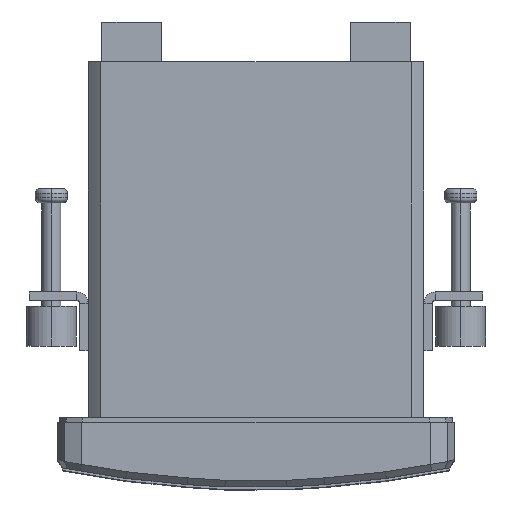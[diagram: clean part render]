
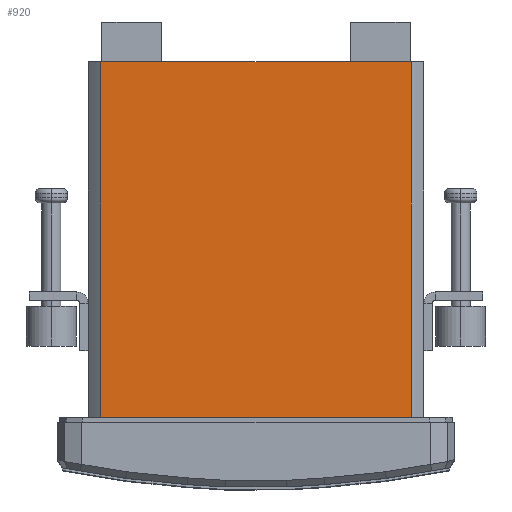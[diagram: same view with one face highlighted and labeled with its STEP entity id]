
A CAD part, top view. The second image highlights one B-rep face of the part: STEP entity #920.
In plain terms, the highlighted planar face has unit normal (0, 0, 1).
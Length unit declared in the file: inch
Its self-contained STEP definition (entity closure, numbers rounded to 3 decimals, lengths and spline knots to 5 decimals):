
#120 = ORIENTED_EDGE ( 'NONE', *, *, #12742, .T. ) ;
#245 = VECTOR ( 'NONE', #10484, 39.37008 ) ;
#847 = CARTESIAN_POINT ( 'NONE',  ( -1.23055, 2.85433, 1.32874 ) ) ;
#920 = ADVANCED_FACE ( 'NONE', ( #13073 ), #7799, .T. ) ;
#1209 = CARTESIAN_POINT ( 'NONE',  ( 1.23055, 2.85433, 1.32874 ) ) ;
#1250 = DIRECTION ( 'NONE',  ( 0., 1., 0. ) ) ;
#1524 = LINE ( 'NONE', #10498, #13166 ) ;
#1642 = VECTOR ( 'NONE', #3759, 39.37008 ) ;
#1776 = EDGE_CURVE ( 'NONE', #3560, #3753, #3593, .T. ) ;
#2588 = DIRECTION ( 'NONE',  ( -1., 0., 0. ) ) ;
#3560 = VERTEX_POINT ( 'NONE', #847 ) ;
#3593 = LINE ( 'NONE', #13986, #1642 ) ;
#3753 = VERTEX_POINT ( 'NONE', #12452 ) ;
#3759 = DIRECTION ( 'NONE',  ( 0., -1., 0. ) ) ;
#4168 = VERTEX_POINT ( 'NONE', #5350 ) ;
#5178 = EDGE_LOOP ( 'NONE', ( #12914, #7079, #10144, #120 ) ) ;
#5350 = CARTESIAN_POINT ( 'NONE',  ( 1.23055, 0.03937, 1.32874 ) ) ;
#6679 = EDGE_CURVE ( 'NONE', #4168, #10856, #9104, .T. ) ;
#7079 = ORIENTED_EDGE ( 'NONE', *, *, #11094, .T. ) ;
#7150 = VECTOR ( 'NONE', #1250, 39.37008 ) ;
#7294 = LINE ( 'NONE', #8274, #245 ) ;
#7799 = PLANE ( 'NONE',  #11538 ) ;
#7849 = DIRECTION ( 'NONE',  ( 1., 0., 0. ) ) ;
#8274 = CARTESIAN_POINT ( 'NONE',  ( -1.23055, 0.03937, 1.32874 ) ) ;
#8811 = CARTESIAN_POINT ( 'NONE',  ( -1.23055, 2.85433, 1.32874 ) ) ;
#9104 = LINE ( 'NONE', #1209, #7150 ) ;
#10144 = ORIENTED_EDGE ( 'NONE', *, *, #1776, .T. ) ;
#10484 = DIRECTION ( 'NONE',  ( 1., 0., 0. ) ) ;
#10498 = CARTESIAN_POINT ( 'NONE',  ( -1.23055, 2.85433, 1.32874 ) ) ;
#10856 = VERTEX_POINT ( 'NONE', #12171 ) ;
#11094 = EDGE_CURVE ( 'NONE', #10856, #3560, #1524, .T. ) ;
#11261 = DIRECTION ( 'NONE',  ( 0., 0., 1. ) ) ;
#11538 = AXIS2_PLACEMENT_3D ( 'NONE', #8811, #11261, #7849 ) ;
#12171 = CARTESIAN_POINT ( 'NONE',  ( 1.23055, 2.85433, 1.32874 ) ) ;
#12452 = CARTESIAN_POINT ( 'NONE',  ( -1.23055, 0.03937, 1.32874 ) ) ;
#12742 = EDGE_CURVE ( 'NONE', #3753, #4168, #7294, .T. ) ;
#12914 = ORIENTED_EDGE ( 'NONE', *, *, #6679, .T. ) ;
#13073 = FACE_OUTER_BOUND ( 'NONE', #5178, .T. ) ;
#13166 = VECTOR ( 'NONE', #2588, 39.37008 ) ;
#13986 = CARTESIAN_POINT ( 'NONE',  ( -1.23055, 2.85433, 1.32874 ) ) ;
